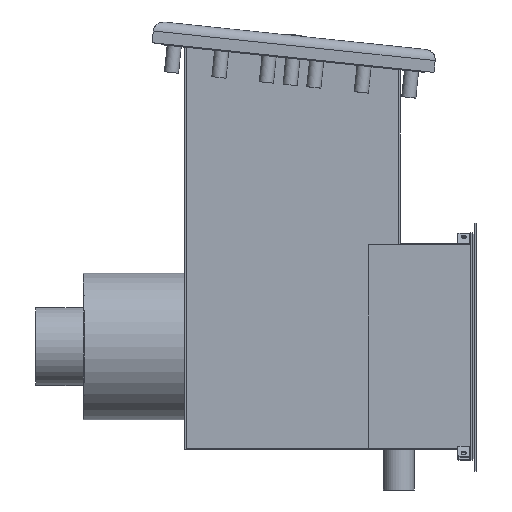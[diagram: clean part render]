
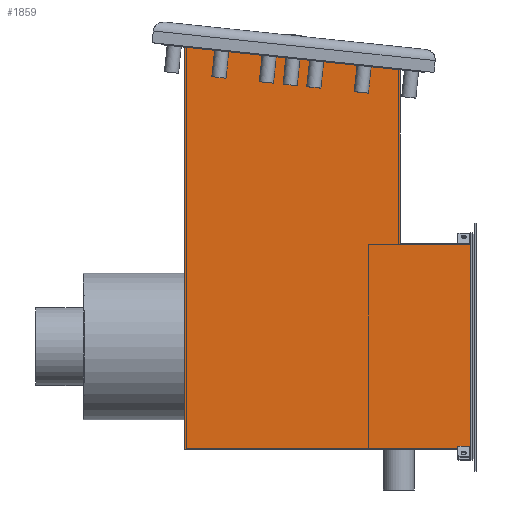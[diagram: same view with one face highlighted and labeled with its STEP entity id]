
A CAD part, left-side view. The second image highlights one B-rep face of the part: STEP entity #1859.
In plain terms, the highlighted planar face has unit normal (-1, 0, 0).
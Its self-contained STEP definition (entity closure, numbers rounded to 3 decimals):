
#1859=ADVANCED_FACE('',(#2580,#2582),#2584,.T.);
#2580=FACE_BOUND('',#2581,.T.);
#2581=EDGE_LOOP('',(#18915,#18916,#18917,#18918,#18919,#18920));
#2582=FACE_BOUND('',#2583,.T.);
#2583=EDGE_LOOP('',(#18921,#18922,#18923,#18924));
#2584=PLANE('',#2585);
#2585=AXIS2_PLACEMENT_3D('',#2586,#2587,#2588);
#2586=CARTESIAN_POINT('',(-305.4,1.2,8.8));
#2587=DIRECTION('',(-1.,0.,0.));
#2588=DIRECTION('',(0.,0.,1.));
#18915=ORIENTED_EDGE('',*,*,#21275,.F.);
#18916=ORIENTED_EDGE('',*,*,#21276,.F.);
#18917=ORIENTED_EDGE('',*,*,#21277,.F.);
#18918=ORIENTED_EDGE('',*,*,#21278,.T.);
#18919=ORIENTED_EDGE('',*,*,#21279,.T.);
#18920=ORIENTED_EDGE('',*,*,#21280,.T.);
#18921=ORIENTED_EDGE('',*,*,#21265,.F.);
#18922=ORIENTED_EDGE('',*,*,#21263,.F.);
#18923=ORIENTED_EDGE('',*,*,#21261,.F.);
#18924=ORIENTED_EDGE('',*,*,#21245,.F.);
#21245=EDGE_CURVE('',#22459,#22461,#22462,.T.);
#21261=EDGE_CURVE('',#22461,#22488,#22489,.T.);
#21263=EDGE_CURVE('',#22488,#22491,#22492,.F.);
#21265=EDGE_CURVE('',#22491,#22459,#22494,.T.);
#21275=EDGE_CURVE('',#22506,#22507,#22508,.F.);
#21276=EDGE_CURVE('',#22509,#22506,#22510,.T.);
#21277=EDGE_CURVE('',#22511,#22509,#22512,.T.);
#21278=EDGE_CURVE('',#22511,#22513,#22514,.T.);
#21279=EDGE_CURVE('',#22513,#22515,#22516,.T.);
#21280=EDGE_CURVE('',#22515,#22507,#22517,.T.);
#22459=VERTEX_POINT('',#24524);
#22461=VERTEX_POINT('',#24528);
#22462=LINE('',#24529,#24530);
#22488=VERTEX_POINT('',#24592);
#22489=LINE('',#24593,#24594);
#22491=VERTEX_POINT('',#24599);
#22492=LINE('',#24600,#24601);
#22494=LINE('',#24606,#24607);
#22506=VERTEX_POINT('',#24638);
#22507=VERTEX_POINT('',#24639);
#22508=LINE('',#24640,#24641);
#22509=VERTEX_POINT('',#24643);
#22510=LINE('',#24644,#24645);
#22511=VERTEX_POINT('',#24647);
#22512=LINE('',#24648,#24649);
#22513=VERTEX_POINT('',#24651);
#22514=LINE('',#24652,#24653);
#22515=VERTEX_POINT('',#24655);
#22516=LINE('',#24656,#24657);
#22517=LINE('',#24659,#24660);
#24524=CARTESIAN_POINT('',(-305.4,12.2,10.58));
#24528=CARTESIAN_POINT('',(-305.4,2.2,10.58));
#24529=CARTESIAN_POINT('',(-305.4,12.2,10.58));
#24530=VECTOR('',#24531,1.);
#24531=DIRECTION('',(0.,-1.,0.));
#24592=CARTESIAN_POINT('',(-305.4,2.2,11.628));
#24593=CARTESIAN_POINT('',(-305.4,2.2,10.58));
#24594=VECTOR('',#24595,1.);
#24595=DIRECTION('',(0.,0.,1.));
#24599=CARTESIAN_POINT('',(-305.4,12.2,11.628));
#24600=CARTESIAN_POINT('',(-305.4,12.2,11.628));
#24601=VECTOR('',#24602,1.);
#24602=DIRECTION('',(0.,-1.,0.));
#24606=CARTESIAN_POINT('',(-305.4,12.2,11.628));
#24607=VECTOR('',#24608,1.);
#24608=DIRECTION('',(0.,0.,-1.));
#24638=CARTESIAN_POINT('',(-305.4,243.2,349.71));
#24639=CARTESIAN_POINT('',(-305.4,60.8,330.539));
#24640=CARTESIAN_POINT('',(-305.4,60.8,330.539));
#24641=VECTOR('',#24642,1.);
#24642=DIRECTION('',(0.,0.995,0.105));
#24643=CARTESIAN_POINT('',(-305.4,243.2,8.8));
#24644=CARTESIAN_POINT('',(-305.4,243.2,8.8));
#24645=VECTOR('',#24646,1.);
#24646=DIRECTION('',(0.,0.,1.));
#24647=CARTESIAN_POINT('',(-305.4,1.2,8.8));
#24648=CARTESIAN_POINT('',(-305.4,1.2,8.8));
#24649=VECTOR('',#24650,1.);
#24650=DIRECTION('',(0.,1.,0.));
#24651=CARTESIAN_POINT('',(-305.4,1.2,183.6));
#24652=CARTESIAN_POINT('',(-305.4,1.2,8.8));
#24653=VECTOR('',#24654,1.);
#24654=DIRECTION('',(0.,0.,1.));
#24655=CARTESIAN_POINT('',(-305.4,60.8,183.6));
#24656=CARTESIAN_POINT('',(-305.4,1.2,183.6));
#24657=VECTOR('',#24658,1.);
#24658=DIRECTION('',(0.,1.,0.));
#24659=CARTESIAN_POINT('',(-305.4,60.8,183.6));
#24660=VECTOR('',#24661,1.);
#24661=DIRECTION('',(0.,0.,1.));
